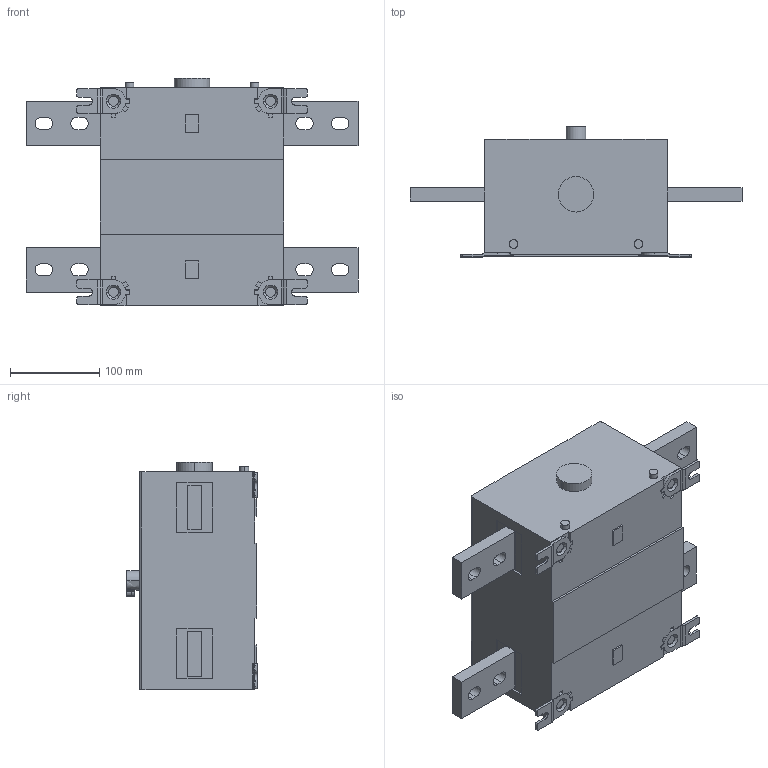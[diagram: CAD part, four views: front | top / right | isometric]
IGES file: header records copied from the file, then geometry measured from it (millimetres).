
Start section:  PTC IGES file: ot1200u11_igs.igs
Global section: file name: ot1200u11_igs.igs; native system: Creo Parametric by PTC Inc.; preprocessor: 2017480; author: FIALBJO; organization: Unknown; date: 20180821.113209; units: millimetre
Bounding box: 372 x 145.9 x 254.5 mm (x, y, z)
Volume: 6771616 mm3; surface area: 278835.6 mm2
Topology: 1 solids, 1 shells, 351 faces, 990 edges, 662 vertices
Faces by surface type: bspline 202, revolution 149
